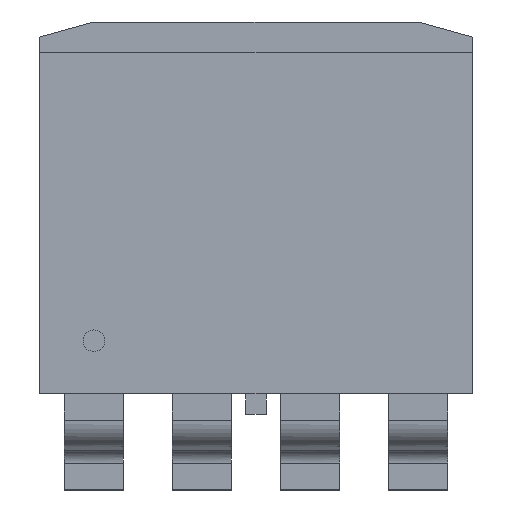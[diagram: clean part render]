
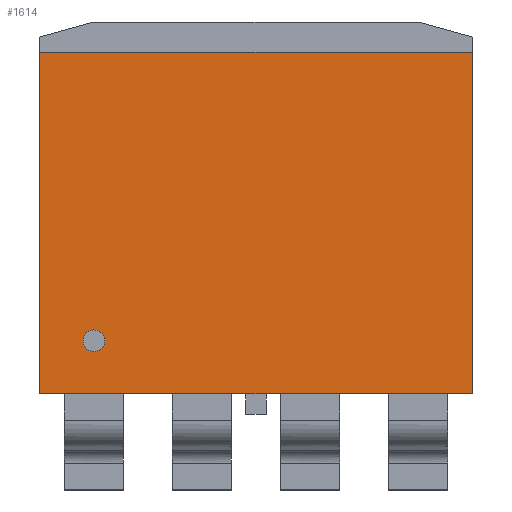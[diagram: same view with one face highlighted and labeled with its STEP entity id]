
A CAD part, top view. The second image highlights one B-rep face of the part: STEP entity #1614.
In plain terms, the highlighted planar face has unit normal (0, 0, 1).
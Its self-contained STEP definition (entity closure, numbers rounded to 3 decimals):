
#86 = DIRECTION ( 'NONE',  ( 0., -1., 0. ) ) ;
#136 = CARTESIAN_POINT ( 'NONE',  ( 4., 3.162, 1.905 ) ) ;
#226 = CARTESIAN_POINT ( 'NONE',  ( -4., -3.162, 1.905 ) ) ;
#247 = AXIS2_PLACEMENT_3D ( 'NONE', #872, #836, #2097 ) ;
#249 = CARTESIAN_POINT ( 'NONE',  ( 4., -3.162, 1.905 ) ) ;
#312 = DIRECTION ( 'NONE',  ( -1., 0., 0. ) ) ;
#355 = VECTOR ( 'NONE', #1445, 1000. ) ;
#376 = CARTESIAN_POINT ( 'NONE',  ( -4., 3.162, 1.905 ) ) ;
#512 = VECTOR ( 'NONE', #86, 1000. ) ;
#658 = VECTOR ( 'NONE', #799, 1000. ) ;
#690 = EDGE_CURVE ( 'NONE', #1685, #1627, #2185, .T. ) ;
#799 = DIRECTION ( 'NONE',  ( 0., 1., 0. ) ) ;
#836 = DIRECTION ( 'NONE',  ( 0., 0., 1. ) ) ;
#872 = CARTESIAN_POINT ( 'NONE',  ( -4., -3.162, 1.905 ) ) ;
#974 = LINE ( 'NONE', #2514, #1479 ) ;
#1372 = ORIENTED_EDGE ( 'NONE', *, *, #2294, .F. ) ;
#1404 = ORIENTED_EDGE ( 'NONE', *, *, #1763, .F. ) ;
#1445 = DIRECTION ( 'NONE',  ( 1., 0., 0. ) ) ;
#1479 = VECTOR ( 'NONE', #312, 1000. ) ;
#1512 = EDGE_CURVE ( 'NONE', #1627, #2675, #2839, .T. ) ;
#1614 = ADVANCED_FACE ( 'NONE', ( #2499 ), #2117, .T. ) ;
#1627 = VERTEX_POINT ( 'NONE', #1906 ) ;
#1638 = ORIENTED_EDGE ( 'NONE', *, *, #690, .F. ) ;
#1685 = VERTEX_POINT ( 'NONE', #2173 ) ;
#1763 = EDGE_CURVE ( 'NONE', #2858, #1685, #2602, .T. ) ;
#1906 = CARTESIAN_POINT ( 'NONE',  ( 4., 3.162, 1.905 ) ) ;
#1966 = ORIENTED_EDGE ( 'NONE', *, *, #1512, .F. ) ;
#2005 = EDGE_LOOP ( 'NONE', ( #1638, #1404, #1372, #1966 ) ) ;
#2014 = CARTESIAN_POINT ( 'NONE',  ( 4., -3.162, 1.905 ) ) ;
#2097 = DIRECTION ( 'NONE',  ( 1., 0., 0. ) ) ;
#2117 = PLANE ( 'NONE',  #247 ) ;
#2173 = CARTESIAN_POINT ( 'NONE',  ( -4., 3.162, 1.905 ) ) ;
#2185 = LINE ( 'NONE', #136, #355 ) ;
#2294 = EDGE_CURVE ( 'NONE', #2675, #2858, #974, .T. ) ;
#2499 = FACE_OUTER_BOUND ( 'NONE', #2005, .T. ) ;
#2514 = CARTESIAN_POINT ( 'NONE',  ( -4., -3.162, 1.905 ) ) ;
#2602 = LINE ( 'NONE', #376, #658 ) ;
#2675 = VERTEX_POINT ( 'NONE', #2014 ) ;
#2839 = LINE ( 'NONE', #249, #512 ) ;
#2858 = VERTEX_POINT ( 'NONE', #226 ) ;
